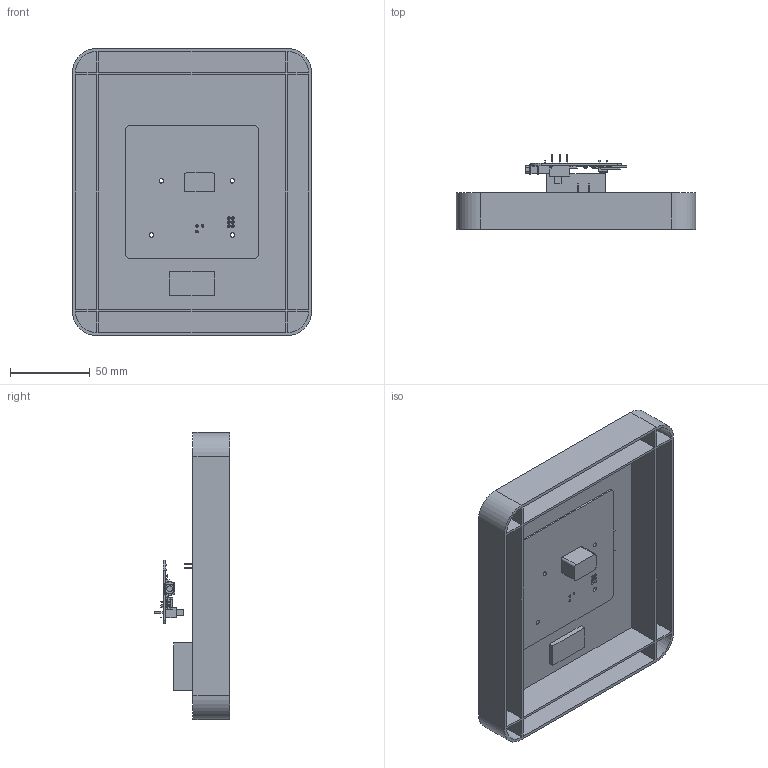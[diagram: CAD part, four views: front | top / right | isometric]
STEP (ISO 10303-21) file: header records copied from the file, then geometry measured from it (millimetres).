
FILE_DESCRIPTION(/* description */ (''),/* implementation_level */ '2;1');
FILE_NAME(/* name */ 'Assembled_sensePi_Test_Jig_V1.step',/* time_stamp */ '2019-11-28T15:53:55+05:00',/* author */ (''),/* organization */ (''),/* preprocessor_version */ 'ST-DEVELOPER v18',/* originating_system */ 'Autodesk Translation Framework v8.12.0.6',/* authorisation */ '');
FILE_SCHEMA (('AUTOMOTIVE_DESIGN { 1 0 10303 214 3 1 1 }'));
Length unit declared in the file: millimetre
Products named in the file (48): sensePi_Test_Jig_V1; sense_rev5_PCB; Board_Geoms; Pcb; Step_Models; Top; R6_C_0402_1005Metric_5D975BA5; R15_R_0402_1005Metric_5CE5A2E8; BT1_JST_S2B_EH_5D97593B; C2_C_1206_3216Metric_5D97733A; C4_C_0402_1005Metric_5D97A6E0; C5_C_0402_1005Metric_5D9759D6; C6_C_0402_1005Metric_5D97A70D; C7_C_0402_1005Metric_5D9759F2; C8_C_1206_3216Metric_5D975A00; C9_C_1206_3216Metric_5D975A10; C10_C_0402_1005Metric_5D975A20; C11_C_0402_1005Metric_5D975A2E; C12_C_0402_1005Metric_5D97C311; C13_C_0402_1005Metric_5D975A4A; C14_C_0402_1005Metric_5D9794AA; C15_C_1206_3216Metric_5D975A66; C16_C_0402_1005Metric_5D975A76; C19_C_0402_1005Metric_5D975A92; D1_LED_D5; J1_PJ-611-5A_Audio_Jack_v1_5D975ABC; R1_C_0402_1005Metric_5D97B6E8; R2_LED_D5; R3_C_0402_1005Metric_5D975B7B; R4_C_0402_1005Metric_5D975B89; R5_C_0402_1005Metric_5D97C2CA; R7_C_0402_1005Metric_5D975BB3; R8_C_0402_1005Metric_5D975BC1; R9_C_0402_1005Metric_5D975BCF; R10_C_0402_1005Metric_5D97F325; R11_C_0402_1005Metric_5D975BEB; R12_C_0402_1005Metric_5D975BF9; R13_C_0402_1005Metric_5D975C07; U1_nRF-MDBT42Q_v1_5D975C3D; U2_SOT_23_6_5D975C71 ...
Assembly tree (47 placements, depth 5):
  sensePi_Test_Jig_V1
    sense_rev5_PCB
      Board_Geoms
        Pcb
      Step_Models
        Top
          R6_C_0402_1005Metric_5D975BA5
          R15_R_0402_1005Metric_5CE5A2E8
          BT1_JST_S2B_EH_5D97593B
          C2_C_1206_3216Metric_5D97733A
          C4_C_0402_1005Metric_5D97A6E0
          C5_C_0402_1005Metric_5D9759D6
          C6_C_0402_1005Metric_5D97A70D
          C7_C_0402_1005Metric_5D9759F2
          C8_C_1206_3216Metric_5D975A00
          C9_C_1206_3216Metric_5D975A10
          C10_C_0402_1005Metric_5D975A20
          C11_C_0402_1005Metric_5D975A2E
          C12_C_0402_1005Metric_5D97C311
          C13_C_0402_1005Metric_5D975A4A
          C14_C_0402_1005Metric_5D9794AA
          C15_C_1206_3216Metric_5D975A66
          C16_C_0402_1005Metric_5D975A76
          C19_C_0402_1005Metric_5D975A92
          D1_LED_D5
          J1_PJ-611-5A_Audio_Jack_v1_5D975ABC
          R1_C_0402_1005Metric_5D97B6E8
          R2_LED_D5
          R3_C_0402_1005Metric_5D975B7B
          R4_C_0402_1005Metric_5D975B89
          R5_C_0402_1005Metric_5D97C2CA
          R7_C_0402_1005Metric_5D975BB3
          R8_C_0402_1005Metric_5D975BC1
          R9_C_0402_1005Metric_5D975BCF
          R10_C_0402_1005Metric_5D97F325
          R11_C_0402_1005Metric_5D975BEB
          R12_C_0402_1005Metric_5D975BF9
          R13_C_0402_1005Metric_5D975C07
          U1_nRF-MDBT42Q_v1_5D975C3D
          U2_SOT_23_6_5D975C71
          U5_SOIC_8_39x49mm_P127mm_5D975CC0
          SW2_Slider_SW_v1_5D975D9E
          C1_C_0603_1608Metric_5D97B38F
          C3_C_0603_1608Metric_5D976FFB
          L1_C_0603_1608Metric_5D97700B
          SW1_SW_PUSH_6mm_5D9769C0
          D2_D_SOD_323_5D97D3C6
        Bot
Bounding box: 150 x 47.16 x 180 mm (x, y, z)
Volume: 127561.6 mm3; surface area: 122819.5 mm2
Topology: 45 solids, 45 shells, 1859 faces, 4874 edges, 3210 vertices
Faces by surface type: plane 1251, cylinder 599, torus 7, sphere 2
Full cylindrical faces by diameter (mm): 0.6 x1, 0.7 x3, 0.9 x4, 1 x12, 1.1 x6, 1.15 x2, 1.6 x3, 1.65 x6, 1.7 x3, 2.7 x4, 2.8 x4, 3.5 x1, 3.6 x1, 4 x4, 4.9 x2
Entity records: 60464 total; most frequent: DIRECTION 10065, CARTESIAN_POINT 10036, ORIENTED_EDGE 9744, EDGE_CURVE 4872, LINE 3587, VECTOR 3587, AXIS2_PLACEMENT_3D 3239, VERTEX_POINT 3210
